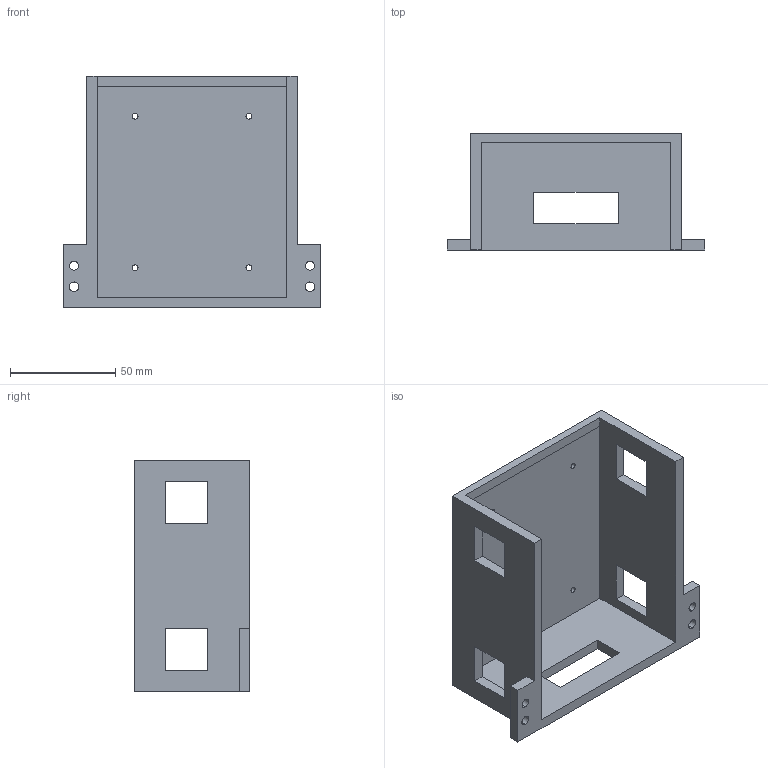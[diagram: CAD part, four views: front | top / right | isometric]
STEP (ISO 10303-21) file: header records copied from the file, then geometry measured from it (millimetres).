
FILE_DESCRIPTION (( 'STEP AP214' ), '1' );
FILE_NAME ('vtmBASE.STEP', '2024-06-13T05:15:56', ( '' ), ( '' ), 'SwSTEP 2.0', 'SolidWorks 2022', '' );
FILE_SCHEMA (( 'AUTOMOTIVE_DESIGN' ));
Length unit declared in the file: millimetre
Products named in the file (1): vtmBASE
Bounding box: 122 x 55 x 110 mm (x, y, z)
Volume: 114945.5 mm3; surface area: 58385.7 mm2
Topology: 2 solids, 2 shells, 59 faces, 168 edges, 112 vertices
Faces by surface type: plane 43, cylinder 16
Entity records: 2013 total; most frequent: CARTESIAN_POINT 340, ORIENTED_EDGE 336, DIRECTION 320, EDGE_CURVE 168, LINE 136, VECTOR 136, VERTEX_POINT 112, AXIS2_PLACEMENT_3D 92
